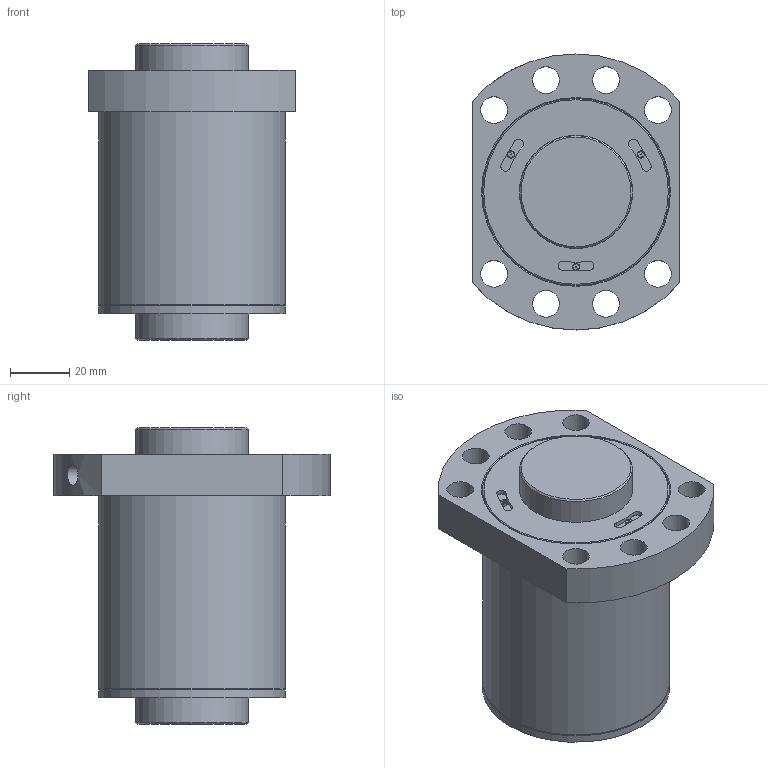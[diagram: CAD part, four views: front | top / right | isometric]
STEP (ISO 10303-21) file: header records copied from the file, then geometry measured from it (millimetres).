
FILE_DESCRIPTION(/* description */ ('STEP AP214'),/* implementation_level */ '2;1');
FILE_NAME(/* name */ 'SFSR4020-2.8(100N1N100-1)',/* time_stamp */ '2025-09-05T10:31:43+02:00',/* author */ ('License CC BY-ND 4.0'),/* organization */ ('CADENAS'),/* preprocessor_version */ 'ST-DEVELOPER v19.3',/* originating_system */ 'PARTsolutions',/* authorisation */ ' ');
FILE_SCHEMA (('AUTOMOTIVE_DESIGN {1 0 10303 214 3 1 1}'));
Length unit declared in the file: millimetre
Products named in the file (1): SFSR4020-2.8(100N1N100-1)
Bounding box: 70 x 93 x 100 mm (x, y, z)
Volume: 305450.2 mm3; surface area: 35655.3 mm2
Topology: 1 solids, 1 shells, 161 faces, 428 edges, 282 vertices
Faces by surface type: plane 100, cylinder 43, torus 10, cone 8
Full cylindrical faces by diameter (mm): 6.917 x1, 9 x8, 38 x2, 38.2 x2, 63 x3
Entity records: 4844 total; most frequent: CARTESIAN_POINT 1080, ORIENTED_EDGE 758, DIRECTION 716, EDGE_CURVE 379, VERTEX_POINT 267, AXIS2_PLACEMENT_3D 255, EDGE_LOOP 224, FACE_BOUND 224
